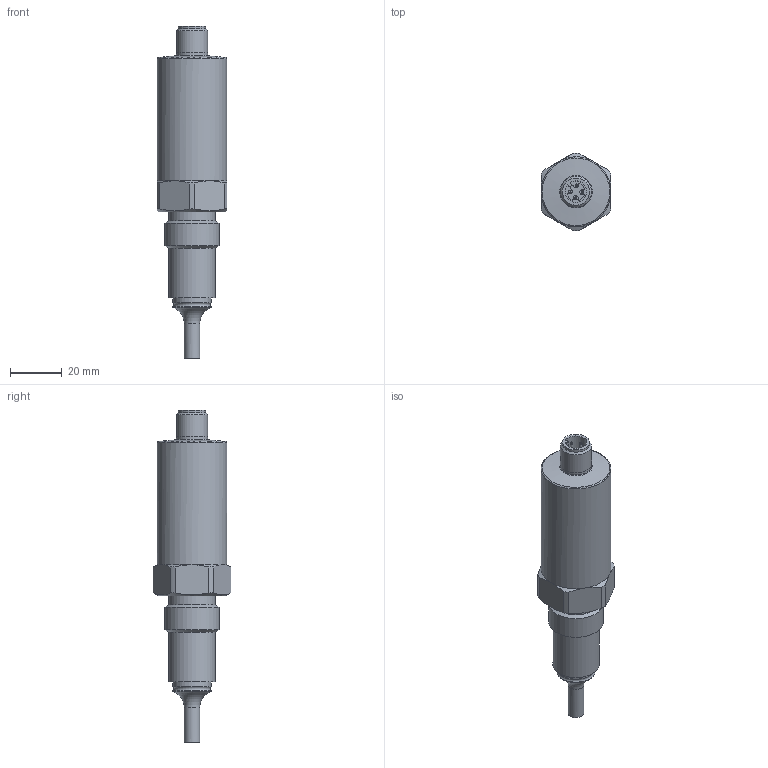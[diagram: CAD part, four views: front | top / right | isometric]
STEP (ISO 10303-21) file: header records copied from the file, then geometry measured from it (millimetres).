
FILE_DESCRIPTION(/* description */ ('Unknown','CAx-IF Rec.Pracs.---Representation and Presentation of Product Manufacturing Information (PMI)---4.0---2014-10-13','CAx-IF Rec.Pracs.---3D Tessellated Geometry---0.4---2014-09-14','2;1'),/* implementation_level */ '2;1');
FILE_NAME(/* name */ 'FXFF155',/* time_stamp */ '2023-05-11T19:04:48+02:00',/* author */ ('Unknown'),/* organization */ ('wenglor sensoric GmbH'),/* preprocessor_version */ 'ST-DEVELOPER v18.1',/* originating_system */ 'Solid Edge',/* authorisation */ 'Unknown');
FILE_SCHEMA (('AP242_MANAGED_MODEL_BASED_3D_ENGINEERING_MIM_LF { 1 0 10303 442 1 1 4 }'));
Length unit declared in the file: millimetre
Products named in the file (1): FXFF155
Bounding box: 27 x 29.99 x 128.1 mm (x, y, z)
Volume: 46380 mm3; surface area: 10123.5 mm2
Topology: 1 solids, 2 shells, 84 faces, 196 edges, 123 vertices
Faces by surface type: cylinder 40, plane 21, cone 17, torus 6
Full cylindrical faces by diameter (mm): 1 x4, 6 x1, 9.4 x1, 9.5 x1, 9.9 x1, 10 x1, 10.5 x1, 12 x2, 14.7 x1, 18 x2, 20.955 x1, 27 x1
Entity records: 2788 total; most frequent: CARTESIAN_POINT 416, DIRECTION 397, ORIENTED_EDGE 304, AXIS2_PLACEMENT_3D 178, EDGE_CURVE 152, EDGE_LOOP 127, FACE_BOUND 127, VERTEX_POINT 113
